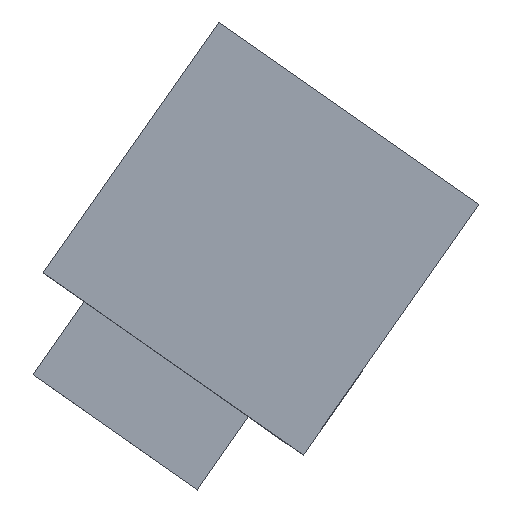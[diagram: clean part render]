
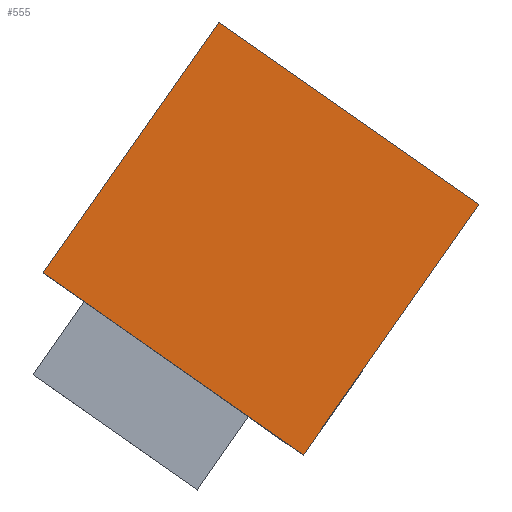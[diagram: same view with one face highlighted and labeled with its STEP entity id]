
A CAD part, top view. The second image highlights one B-rep face of the part: STEP entity #555.
In plain terms, the highlighted planar face has unit normal (0, 0, 1).
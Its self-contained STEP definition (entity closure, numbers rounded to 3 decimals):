
#202 = PLANE('',#203);
#203 = AXIS2_PLACEMENT_3D('',#204,#205,#206);
#204 = CARTESIAN_POINT('',(120.,-99.,6.));
#205 = DIRECTION('',(0.574,0.819,0.));
#206 = DIRECTION('',(0.,0.,1.));
#347 = EDGE_CURVE('',#348,#350,#352,.T.);
#348 = VERTEX_POINT('',#349);
#349 = CARTESIAN_POINT('',(120.,-99.,18.));
#350 = VERTEX_POINT('',#351);
#351 = CARTESIAN_POINT('',(96.654,-82.653,18.));
#352 = SURFACE_CURVE('',#353,(#357,#364),.PCURVE_S1.);
#353 = LINE('',#354,#355);
#354 = CARTESIAN_POINT('',(120.,-99.,18.));
#355 = VECTOR('',#356,1.);
#356 = DIRECTION('',(-0.819,0.574,0.));
#357 = PCURVE('',#202,#358);
#358 = DEFINITIONAL_REPRESENTATION('',(#359),#363);
#359 = LINE('',#360,#361);
#360 = CARTESIAN_POINT('',(12.,0.));
#361 = VECTOR('',#362,1.);
#362 = DIRECTION('',(0.,-1.));
#363 = ( GEOMETRIC_REPRESENTATION_CONTEXT(2) 
PARAMETRIC_REPRESENTATION_CONTEXT() REPRESENTATION_CONTEXT('2D SPACE',''
  ) );
#364 = PCURVE('',#365,#370);
#365 = PLANE('',#366);
#366 = AXIS2_PLACEMENT_3D('',#367,#368,#369);
#367 = CARTESIAN_POINT('',(120.,-99.,18.));
#368 = DIRECTION('',(0.,0.,1.));
#369 = DIRECTION('',(0.574,0.819,0.));
#370 = DEFINITIONAL_REPRESENTATION('',(#371),#375);
#371 = LINE('',#372,#373);
#372 = CARTESIAN_POINT('',(0.,0.));
#373 = VECTOR('',#374,1.);
#374 = DIRECTION('',(0.,1.));
#375 = ( GEOMETRIC_REPRESENTATION_CONTEXT(2) 
PARAMETRIC_REPRESENTATION_CONTEXT() REPRESENTATION_CONTEXT('2D SPACE',''
  ) );
#393 = PLANE('',#394);
#394 = AXIS2_PLACEMENT_3D('',#395,#396,#397);
#395 = CARTESIAN_POINT('',(120.,-99.,6.));
#396 = DIRECTION('',(-0.819,0.574,0.));
#397 = DIRECTION('',(0.,0.,1.));
#466 = PLANE('',#467);
#467 = AXIS2_PLACEMENT_3D('',#468,#469,#470);
#468 = CARTESIAN_POINT('',(96.654,-82.653,6.));
#469 = DIRECTION('',(-0.819,0.574,0.));
#470 = DIRECTION('',(0.,0.,1.));
#521 = PLANE('',#522);
#522 = AXIS2_PLACEMENT_3D('',#523,#524,#525);
#523 = CARTESIAN_POINT('',(135.773,-76.473,6.));
#524 = DIRECTION('',(0.574,0.819,0.));
#525 = DIRECTION('',(0.,0.,1.));
#555 = ADVANCED_FACE('',(#556),#365,.T.);
#556 = FACE_BOUND('',#557,.T.);
#557 = EDGE_LOOP('',(#558,#559,#582,#605));
#558 = ORIENTED_EDGE('',*,*,#347,.F.);
#559 = ORIENTED_EDGE('',*,*,#560,.T.);
#560 = EDGE_CURVE('',#348,#561,#563,.T.);
#561 = VERTEX_POINT('',#562);
#562 = CARTESIAN_POINT('',(135.773,-76.473,18.));
#563 = SURFACE_CURVE('',#564,(#568,#575),.PCURVE_S1.);
#564 = LINE('',#565,#566);
#565 = CARTESIAN_POINT('',(120.,-99.,18.));
#566 = VECTOR('',#567,1.);
#567 = DIRECTION('',(0.574,0.819,0.));
#568 = PCURVE('',#365,#569);
#569 = DEFINITIONAL_REPRESENTATION('',(#570),#574);
#570 = LINE('',#571,#572);
#571 = CARTESIAN_POINT('',(0.,0.));
#572 = VECTOR('',#573,1.);
#573 = DIRECTION('',(1.,0.));
#574 = ( GEOMETRIC_REPRESENTATION_CONTEXT(2) 
PARAMETRIC_REPRESENTATION_CONTEXT() REPRESENTATION_CONTEXT('2D SPACE',''
  ) );
#575 = PCURVE('',#393,#576);
#576 = DEFINITIONAL_REPRESENTATION('',(#577),#581);
#577 = LINE('',#578,#579);
#578 = CARTESIAN_POINT('',(12.,0.));
#579 = VECTOR('',#580,1.);
#580 = DIRECTION('',(0.,1.));
#581 = ( GEOMETRIC_REPRESENTATION_CONTEXT(2) 
PARAMETRIC_REPRESENTATION_CONTEXT() REPRESENTATION_CONTEXT('2D SPACE',''
  ) );
#582 = ORIENTED_EDGE('',*,*,#583,.T.);
#583 = EDGE_CURVE('',#561,#584,#586,.T.);
#584 = VERTEX_POINT('',#585);
#585 = CARTESIAN_POINT('',(112.427,-60.126,18.));
#586 = SURFACE_CURVE('',#587,(#591,#598),.PCURVE_S1.);
#587 = LINE('',#588,#589);
#588 = CARTESIAN_POINT('',(135.773,-76.473,18.));
#589 = VECTOR('',#590,1.);
#590 = DIRECTION('',(-0.819,0.574,0.));
#591 = PCURVE('',#365,#592);
#592 = DEFINITIONAL_REPRESENTATION('',(#593),#597);
#593 = LINE('',#594,#595);
#594 = CARTESIAN_POINT('',(27.5,0.));
#595 = VECTOR('',#596,1.);
#596 = DIRECTION('',(0.,1.));
#597 = ( GEOMETRIC_REPRESENTATION_CONTEXT(2) 
PARAMETRIC_REPRESENTATION_CONTEXT() REPRESENTATION_CONTEXT('2D SPACE',''
  ) );
#598 = PCURVE('',#521,#599);
#599 = DEFINITIONAL_REPRESENTATION('',(#600),#604);
#600 = LINE('',#601,#602);
#601 = CARTESIAN_POINT('',(12.,0.));
#602 = VECTOR('',#603,1.);
#603 = DIRECTION('',(0.,-1.));
#604 = ( GEOMETRIC_REPRESENTATION_CONTEXT(2) 
PARAMETRIC_REPRESENTATION_CONTEXT() REPRESENTATION_CONTEXT('2D SPACE',''
  ) );
#605 = ORIENTED_EDGE('',*,*,#606,.F.);
#606 = EDGE_CURVE('',#350,#584,#607,.T.);
#607 = SURFACE_CURVE('',#608,(#612,#619),.PCURVE_S1.);
#608 = LINE('',#609,#610);
#609 = CARTESIAN_POINT('',(96.654,-82.653,18.));
#610 = VECTOR('',#611,1.);
#611 = DIRECTION('',(0.574,0.819,0.));
#612 = PCURVE('',#365,#613);
#613 = DEFINITIONAL_REPRESENTATION('',(#614),#618);
#614 = LINE('',#615,#616);
#615 = CARTESIAN_POINT('',(0.,28.5));
#616 = VECTOR('',#617,1.);
#617 = DIRECTION('',(1.,0.));
#618 = ( GEOMETRIC_REPRESENTATION_CONTEXT(2) 
PARAMETRIC_REPRESENTATION_CONTEXT() REPRESENTATION_CONTEXT('2D SPACE',''
  ) );
#619 = PCURVE('',#466,#620);
#620 = DEFINITIONAL_REPRESENTATION('',(#621),#625);
#621 = LINE('',#622,#623);
#622 = CARTESIAN_POINT('',(12.,0.));
#623 = VECTOR('',#624,1.);
#624 = DIRECTION('',(0.,1.));
#625 = ( GEOMETRIC_REPRESENTATION_CONTEXT(2) 
PARAMETRIC_REPRESENTATION_CONTEXT() REPRESENTATION_CONTEXT('2D SPACE',''
  ) );
